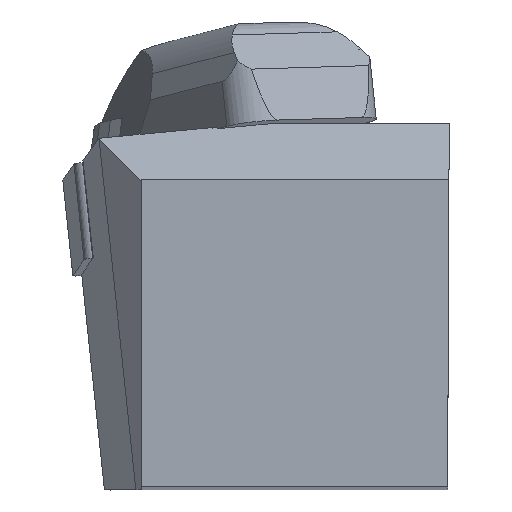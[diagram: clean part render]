
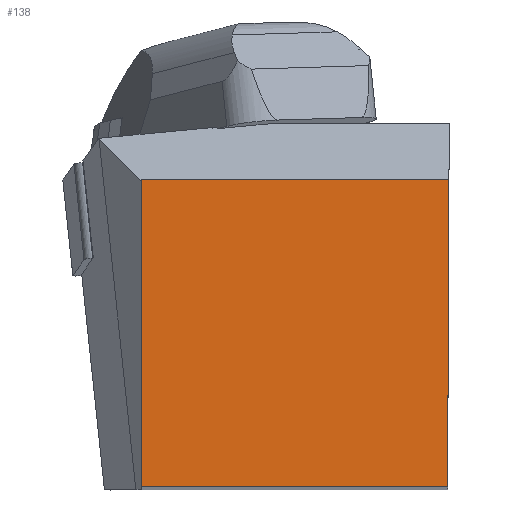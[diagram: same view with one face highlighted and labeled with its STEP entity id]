
A CAD part, top view. The second image highlights one B-rep face of the part: STEP entity #138.
In plain terms, the highlighted planar face has unit normal (0, 0, 1).
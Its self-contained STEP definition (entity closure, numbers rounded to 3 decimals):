
#138=ADVANCED_FACE('BLANK_BOXF006',(#244),#194,.F.);
#194=PLANE('',#1321);
#244=FACE_OUTER_BOUND('',#304,.T.);
#304=EDGE_LOOP('',(#449,#450,#451,#452));
#449=ORIENTED_EDGE('',*,*,#859,.F.);
#450=ORIENTED_EDGE('',*,*,#856,.F.);
#451=ORIENTED_EDGE('',*,*,#851,.F.);
#452=ORIENTED_EDGE('',*,*,#860,.F.);
#731=VERTEX_POINT('',#1889);
#732=VERTEX_POINT('',#1891);
#735=VERTEX_POINT('',#1900);
#737=VERTEX_POINT('',#1906);
#851=EDGE_CURVE('',#731,#732,#1008,.T.);
#856=EDGE_CURVE('',#732,#735,#1013,.T.);
#859=EDGE_CURVE('',#735,#737,#1016,.T.);
#860=EDGE_CURVE('',#737,#731,#1017,.T.);
#1008=LINE('',#1890,#1137);
#1013=LINE('',#1899,#1142);
#1016=LINE('',#1905,#1145);
#1017=LINE('',#1907,#1146);
#1137=VECTOR('',#1486,1.);
#1142=VECTOR('',#1493,1.);
#1145=VECTOR('',#1498,1.);
#1146=VECTOR('',#1499,1.);
#1321=AXIS2_PLACEMENT_3D('',#1908,#1500,#1501);
#1486=DIRECTION('',(-0.004,-1.,0.));
#1493=DIRECTION('',(-1.,0.,0.));
#1498=DIRECTION('',(0.,1.,0.));
#1499=DIRECTION('',(1.,0.,0.));
#1500=DIRECTION('',(0.,0.,-1.));
#1501=DIRECTION('',(-1.,0.,0.));
#1889=CARTESIAN_POINT('',(0.,25.273,0.));
#1890=CARTESIAN_POINT('',(0.607,164.398,0.));
#1891=CARTESIAN_POINT('',(-0.11,0.,0.));
#1899=CARTESIAN_POINT('',(164.4,0.,0.));
#1900=CARTESIAN_POINT('',(-25.273,0.,0.));
#1905=CARTESIAN_POINT('',(-25.273,-164.4,0.));
#1906=CARTESIAN_POINT('',(-25.273,25.273,0.));
#1907=CARTESIAN_POINT('',(-164.4,25.273,0.));
#1908=CARTESIAN_POINT('',(-43.75,-5.,0.));
